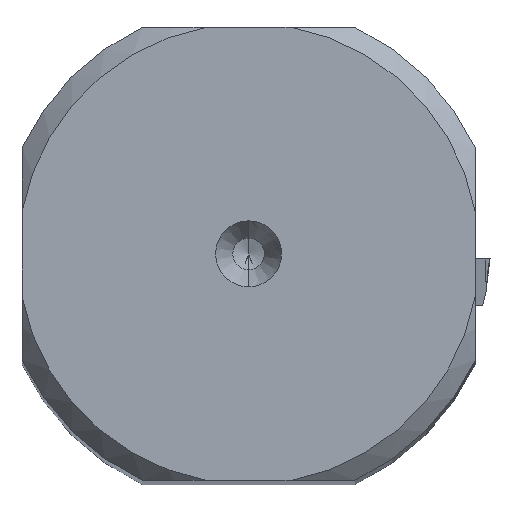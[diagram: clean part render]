
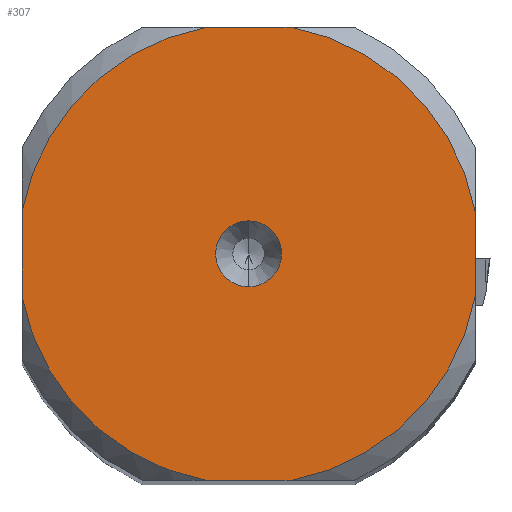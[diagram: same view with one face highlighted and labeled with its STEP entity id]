
A CAD part, top view. The second image highlights one B-rep face of the part: STEP entity #307.
In plain terms, the highlighted planar face has unit normal (0, 0, 1).
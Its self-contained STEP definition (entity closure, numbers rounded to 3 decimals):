
#307=ADVANCED_FACE('',(#439,#440),#406,.T.);
#406=PLANE('',#2181);
#439=FACE_BOUND('',#465,.T.);
#440=FACE_BOUND('',#466,.T.);
#465=EDGE_LOOP('',(#642,#643,#644,#645,#646,#647,#648,#649));
#466=EDGE_LOOP('',(#650,#651));
#642=ORIENTED_EDGE('',*,*,#1395,.F.);
#643=ORIENTED_EDGE('',*,*,#1396,.F.);
#644=ORIENTED_EDGE('',*,*,#1397,.F.);
#645=ORIENTED_EDGE('',*,*,#1398,.F.);
#646=ORIENTED_EDGE('',*,*,#1399,.F.);
#647=ORIENTED_EDGE('',*,*,#1400,.F.);
#648=ORIENTED_EDGE('',*,*,#1401,.F.);
#649=ORIENTED_EDGE('',*,*,#1402,.F.);
#650=ORIENTED_EDGE('',*,*,#1403,.F.);
#651=ORIENTED_EDGE('',*,*,#1404,.F.);
#1184=VERTEX_POINT('',#3064);
#1185=VERTEX_POINT('',#3065);
#1186=VERTEX_POINT('',#3067);
#1187=VERTEX_POINT('',#3069);
#1188=VERTEX_POINT('',#3071);
#1189=VERTEX_POINT('',#3073);
#1190=VERTEX_POINT('',#3075);
#1191=VERTEX_POINT('',#3077);
#1192=VERTEX_POINT('',#3080);
#1193=VERTEX_POINT('',#3081);
#1395=EDGE_CURVE('',#1184,#1185,#1829,.T.);
#1396=EDGE_CURVE('',#1186,#1184,#1676,.T.);
#1397=EDGE_CURVE('',#1187,#1186,#1830,.T.);
#1398=EDGE_CURVE('',#1188,#1187,#1677,.T.);
#1399=EDGE_CURVE('',#1189,#1188,#1831,.T.);
#1400=EDGE_CURVE('',#1190,#1189,#1678,.T.);
#1401=EDGE_CURVE('',#1191,#1190,#1832,.T.);
#1402=EDGE_CURVE('',#1185,#1191,#1679,.T.);
#1403=EDGE_CURVE('',#1192,#1193,#1680,.T.);
#1404=EDGE_CURVE('',#1193,#1192,#1681,.T.);
#1676=CIRCLE('',#2175,11.7);
#1677=CIRCLE('',#2176,11.7);
#1678=CIRCLE('',#2177,11.7);
#1679=CIRCLE('',#2178,11.7);
#1680=CIRCLE('',#2179,1.675);
#1681=CIRCLE('',#2180,1.675);
#1829=LINE('',#3063,#1966);
#1830=LINE('',#3068,#1967);
#1831=LINE('',#3072,#1968);
#1832=LINE('',#3076,#1969);
#1966=VECTOR('',#2483,1.);
#1967=VECTOR('',#2486,1.);
#1968=VECTOR('',#2489,1.);
#1969=VECTOR('',#2492,1.);
#2175=AXIS2_PLACEMENT_3D('',#3066,#2484,#2485);
#2176=AXIS2_PLACEMENT_3D('',#3070,#2487,#2488);
#2177=AXIS2_PLACEMENT_3D('',#3074,#2490,#2491);
#2178=AXIS2_PLACEMENT_3D('',#3078,#2493,#2494);
#2179=AXIS2_PLACEMENT_3D('',#3079,#2495,#2496);
#2180=AXIS2_PLACEMENT_3D('',#3082,#2497,#2498);
#2181=AXIS2_PLACEMENT_3D('',#3083,#2499,#2500);
#2483=DIRECTION('',(0.,1.,0.));
#2484=DIRECTION('',(0.,0.,-1.));
#2485=DIRECTION('',(-0.184,-0.983,0.));
#2486=DIRECTION('',(-1.,0.,0.));
#2487=DIRECTION('',(0.,0.,-1.));
#2488=DIRECTION('',(0.983,-0.184,0.));
#2489=DIRECTION('',(0.,-1.,0.));
#2490=DIRECTION('',(0.,0.,-1.));
#2491=DIRECTION('',(0.184,0.983,0.));
#2492=DIRECTION('',(1.,0.,0.));
#2493=DIRECTION('',(0.,0.,-1.));
#2494=DIRECTION('',(-0.983,0.184,0.));
#2495=DIRECTION('',(0.,0.,1.));
#2496=DIRECTION('',(0.,-1.,0.));
#2497=DIRECTION('',(0.,0.,1.));
#2498=DIRECTION('',(0.,1.,0.));
#2499=DIRECTION('',(0.,0.,1.));
#2500=DIRECTION('',(-1.,0.,0.));
#3063=CARTESIAN_POINT('',(-11.5,-2.154,0.));
#3064=CARTESIAN_POINT('',(-11.5,-2.154,0.));
#3065=CARTESIAN_POINT('',(-11.5,2.154,0.));
#3066=CARTESIAN_POINT('',(0.,0.,0.));
#3067=CARTESIAN_POINT('',(-2.154,-11.5,0.));
#3068=CARTESIAN_POINT('',(2.154,-11.5,0.));
#3069=CARTESIAN_POINT('',(2.154,-11.5,0.));
#3070=CARTESIAN_POINT('',(0.,0.,0.));
#3071=CARTESIAN_POINT('',(11.5,-2.154,0.));
#3072=CARTESIAN_POINT('',(11.5,2.154,0.));
#3073=CARTESIAN_POINT('',(11.5,2.154,0.));
#3074=CARTESIAN_POINT('',(0.,0.,0.));
#3075=CARTESIAN_POINT('',(2.154,11.5,0.));
#3076=CARTESIAN_POINT('',(-2.154,11.5,0.));
#3077=CARTESIAN_POINT('',(-2.154,11.5,0.));
#3078=CARTESIAN_POINT('',(0.,0.,0.));
#3079=CARTESIAN_POINT('',(0.,0.,0.));
#3080=CARTESIAN_POINT('',(0.,-1.675,0.));
#3081=CARTESIAN_POINT('',(0.,1.675,0.));
#3082=CARTESIAN_POINT('',(0.,0.,0.));
#3083=CARTESIAN_POINT('',(0.,0.,0.));
